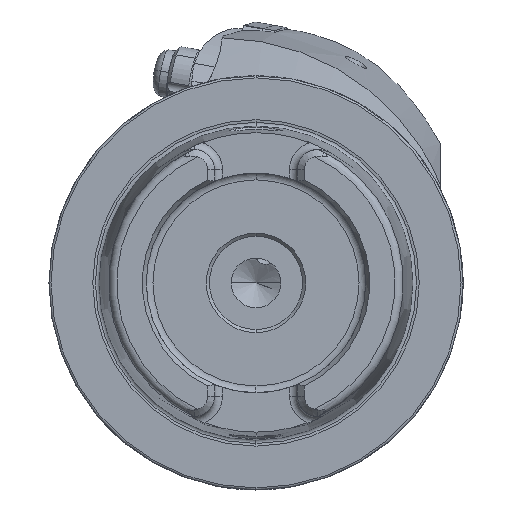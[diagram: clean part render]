
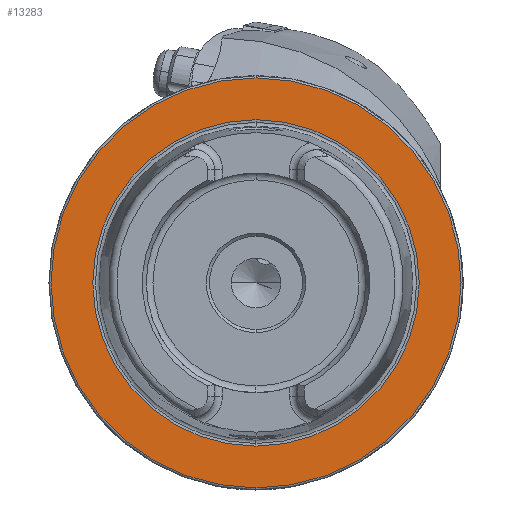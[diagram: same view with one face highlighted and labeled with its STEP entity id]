
A CAD part, left-side view. The second image highlights one B-rep face of the part: STEP entity #13283.
In plain terms, the highlighted planar face has unit normal (-1, 0, 0).
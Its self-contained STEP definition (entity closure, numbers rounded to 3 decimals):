
#145 = CIRCLE ( 'NONE', #7213, 49.5 ) ;
#148 = CIRCLE ( 'NONE', #7216, 39.405 ) ;
#1945 = DIRECTION ( 'NONE',  ( 1., 0., 0. ) ) ;
#1947 = CARTESIAN_POINT ( 'NONE',  ( 0., 49.5, 0. ) ) ;
#1948 = PLANE ( 'NONE',  #5349 ) ;
#1950 = DIRECTION ( 'NONE',  ( 0., 0., -1. ) ) ;
#3457 = FACE_OUTER_BOUND ( 'NONE', #18142, .T. ) ;
#3460 = FACE_BOUND ( 'NONE', #18157, .T. ) ;
#3984 = DIRECTION ( 'NONE',  ( 0., 0., 1. ) ) ;
#3986 = DIRECTION ( 'NONE',  ( -1., 0., 0. ) ) ;
#3990 = CARTESIAN_POINT ( 'NONE',  ( 0., 0., 0. ) ) ;
#3992 = DIRECTION ( 'NONE',  ( 0., 0., 1. ) ) ;
#3993 = DIRECTION ( 'NONE',  ( -1., 0., 0. ) ) ;
#3994 = CARTESIAN_POINT ( 'NONE',  ( 0., 0., 0. ) ) ;
#5349 = AXIS2_PLACEMENT_3D ( 'NONE', #1947, #1945, #1950 ) ;
#6523 = VERTEX_POINT ( 'NONE', #17622 ) ;
#6524 = VERTEX_POINT ( 'NONE', #17619 ) ;
#7213 = AXIS2_PLACEMENT_3D ( 'NONE', #10232, #10233, #10234 ) ;
#7216 = AXIS2_PLACEMENT_3D ( 'NONE', #10244, #10245, #10246 ) ;
#8133 = ORIENTED_EDGE ( 'NONE', *, *, #8855, .T. ) ;
#8134 = ORIENTED_EDGE ( 'NONE', *, *, #12650, .T. ) ;
#8135 = ORIENTED_EDGE ( 'NONE', *, *, #12654, .F. ) ;
#8136 = ORIENTED_EDGE ( 'NONE', *, *, #8854, .F. ) ;
#8854 = EDGE_CURVE ( 'NONE', #6524, #6523, #9276, .T. ) ;
#8855 = EDGE_CURVE ( 'NONE', #12811, #12810, #9277, .T. ) ;
#9276 = CIRCLE ( 'NONE', #16202, 39.405 ) ;
#9277 = CIRCLE ( 'NONE', #16203, 49.5 ) ;
#10232 = CARTESIAN_POINT ( 'NONE',  ( 0., 0., 0. ) ) ;
#10233 = DIRECTION ( 'NONE',  ( -1., 0., 0. ) ) ;
#10234 = DIRECTION ( 'NONE',  ( 0., 0., 1. ) ) ;
#10244 = CARTESIAN_POINT ( 'NONE',  ( 0., 0., 0. ) ) ;
#10245 = DIRECTION ( 'NONE',  ( -1., 0., 0. ) ) ;
#10246 = DIRECTION ( 'NONE',  ( 0., 0., 1. ) ) ;
#10501 = CARTESIAN_POINT ( 'NONE',  ( 0., 0., -49.5 ) ) ;
#10508 = CARTESIAN_POINT ( 'NONE',  ( 0., 0., 49.5 ) ) ;
#12650 = EDGE_CURVE ( 'NONE', #12810, #12811, #145, .T. ) ;
#12654 = EDGE_CURVE ( 'NONE', #6523, #6524, #148, .T. ) ;
#12810 = VERTEX_POINT ( 'NONE', #10508 ) ;
#12811 = VERTEX_POINT ( 'NONE', #10501 ) ;
#13283 = ADVANCED_FACE ( 'NONE', ( #3460, #3457 ), #1948, .F. ) ;
#16202 = AXIS2_PLACEMENT_3D ( 'NONE', #3994, #3993, #3992 ) ;
#16203 = AXIS2_PLACEMENT_3D ( 'NONE', #3990, #3986, #3984 ) ;
#17619 = CARTESIAN_POINT ( 'NONE',  ( 0., 0., 39.405 ) ) ;
#17622 = CARTESIAN_POINT ( 'NONE',  ( 0., 0., -39.405 ) ) ;
#18142 = EDGE_LOOP ( 'NONE', ( #8134, #8133 ) ) ;
#18157 = EDGE_LOOP ( 'NONE', ( #8136, #8135 ) ) ;
